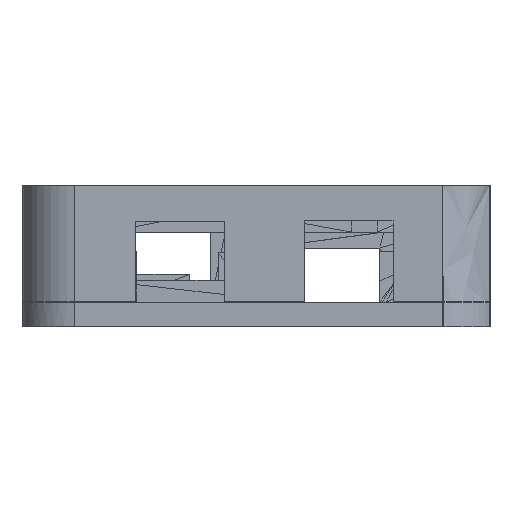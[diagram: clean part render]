
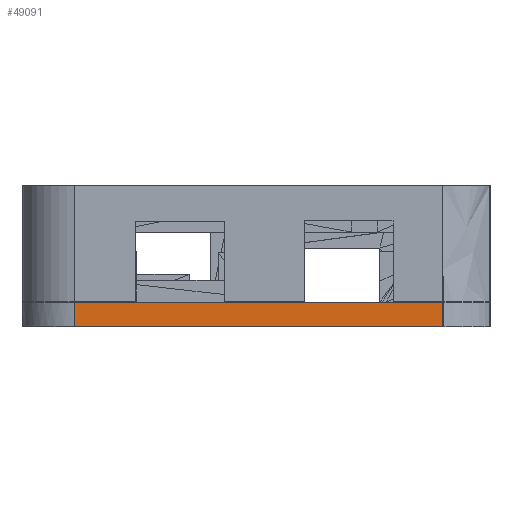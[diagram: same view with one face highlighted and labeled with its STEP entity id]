
A CAD part, left-side view. The second image highlights one B-rep face of the part: STEP entity #49091.
In plain terms, the highlighted free-form (B-spline) face has degree [1, 1] with [2, 2] control points.
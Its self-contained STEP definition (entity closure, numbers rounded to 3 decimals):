
#21994 = VERTEX_POINT('',#21995);
#21995 = CARTESIAN_POINT('',(-375.867,597.953,
    23.613));
#22000 = EDGE_CURVE('',#21994,#22001,#22003,.T.);
#22001 = VERTEX_POINT('',#22002);
#22002 = CARTESIAN_POINT('',(-375.867,597.417,
    23.613));
#22003 = B_SPLINE_CURVE_WITH_KNOTS('',1,(#22004,#22005),.UNSPECIFIED.,
  .F.,.F.,(2,2),(-21.542,-20.959),
  .PIECEWISE_BEZIER_KNOTS.);
#22004 = CARTESIAN_POINT('',(-375.867,597.953,
    23.613));
#22005 = CARTESIAN_POINT('',(-375.867,597.417,
    23.613));
#24766 = VERTEX_POINT('',#24767);
#24767 = CARTESIAN_POINT('',(-375.867,485.525,
    4.292));
#24772 = EDGE_CURVE('',#24766,#24773,#24775,.T.);
#24773 = VERTEX_POINT('',#24774);
#24774 = CARTESIAN_POINT('',(-375.867,777.007,
    4.292));
#24775 = B_SPLINE_CURVE_WITH_KNOTS('',1,(#24776,#24777),.UNSPECIFIED.,
  .F.,.F.,(2,2),(-154.327,162.498),
  .PIECEWISE_BEZIER_KNOTS.);
#24776 = CARTESIAN_POINT('',(-375.867,485.525,
    4.292));
#24777 = CARTESIAN_POINT('',(-375.867,777.007,
    4.292));
#47306 = VERTEX_POINT('',#47307);
#47307 = CARTESIAN_POINT('',(-375.867,486.589,
    23.613));
#47312 = EDGE_CURVE('',#47306,#47313,#47315,.T.);
#47313 = VERTEX_POINT('',#47314);
#47314 = CARTESIAN_POINT('',(-375.867,486.535,
    23.613));
#47315 = B_SPLINE_CURVE_WITH_KNOTS('',1,(#47316,#47317),.UNSPECIFIED.,
  .F.,.F.,(2,2),(83.45,83.509),
  .PIECEWISE_BEZIER_KNOTS.);
#47316 = CARTESIAN_POINT('',(-375.867,486.589,
    23.613));
#47317 = CARTESIAN_POINT('',(-375.867,486.535,
    23.613));
#47319 = EDGE_CURVE('',#47313,#47320,#47322,.T.);
#47320 = VERTEX_POINT('',#47321);
#47321 = CARTESIAN_POINT('',(-375.867,485.525,
    23.613));
#47322 = B_SPLINE_CURVE_WITH_KNOTS('',1,(#47323,#47324),.UNSPECIFIED.,
  .F.,.F.,(2,2),(77.262,78.36),
  .PIECEWISE_BEZIER_KNOTS.);
#47323 = CARTESIAN_POINT('',(-375.867,486.535,
    23.613));
#47324 = CARTESIAN_POINT('',(-375.867,485.525,
    23.613));
#48387 = VERTEX_POINT('',#48388);
#48388 = CARTESIAN_POINT('',(-375.867,777.007,
    23.613));
#48394 = EDGE_CURVE('',#48387,#48395,#48397,.T.);
#48395 = VERTEX_POINT('',#48396);
#48396 = CARTESIAN_POINT('',(-375.867,598.275,
    23.613));
#48397 = B_SPLINE_CURVE_WITH_KNOTS('',1,(#48398,#48399),.UNSPECIFIED.,
  .F.,.F.,(2,2),(-76.919,117.353),
  .PIECEWISE_BEZIER_KNOTS.);
#48398 = CARTESIAN_POINT('',(-375.867,777.007,
    23.613));
#48399 = CARTESIAN_POINT('',(-375.867,598.275,
    23.613));
#48471 = EDGE_CURVE('',#48387,#24773,#48472,.T.);
#48472 = B_SPLINE_CURVE_WITH_KNOTS('',1,(#48473,#48474),.UNSPECIFIED.,
  .F.,.F.,(2,2),(0.922,21.922),
  .PIECEWISE_BEZIER_KNOTS.);
#48473 = CARTESIAN_POINT('',(-375.867,777.007,
    23.613));
#48474 = CARTESIAN_POINT('',(-375.867,777.007,
    4.292));
#49059 = VERTEX_POINT('',#49060);
#49060 = CARTESIAN_POINT('',(-375.867,485.525,
    4.741));
#49065 = EDGE_CURVE('',#49059,#24766,#49066,.T.);
#49066 = B_SPLINE_CURVE_WITH_KNOTS('',1,(#49067,#49068),.UNSPECIFIED.,
  .F.,.F.,(2,2),(31.932,32.42),
  .PIECEWISE_BEZIER_KNOTS.);
#49067 = CARTESIAN_POINT('',(-375.867,485.525,
    4.741));
#49068 = CARTESIAN_POINT('',(-375.867,485.525,
    4.292));
#49081 = EDGE_CURVE('',#47320,#49059,#49082,.T.);
#49082 = B_SPLINE_CURVE_WITH_KNOTS('',1,(#49083,#49084),.UNSPECIFIED.,
  .F.,.F.,(2,2),(-1.648,18.864),
  .PIECEWISE_BEZIER_KNOTS.);
#49083 = CARTESIAN_POINT('',(-375.867,485.525,
    23.613));
#49084 = CARTESIAN_POINT('',(-375.867,485.525,
    4.741));
#49091 = ADVANCED_FACE('',(#49092),#49133,.F.);
#49092 = FACE_BOUND('',#49093,.T.);
#49093 = EDGE_LOOP('',(#49094,#49095,#49096,#49097,#49098,#49099,#49100,
    #49107,#49114,#49119,#49120,#49127,#49132));
#49094 = ORIENTED_EDGE('',*,*,#48471,.T.);
#49095 = ORIENTED_EDGE('',*,*,#24772,.F.);
#49096 = ORIENTED_EDGE('',*,*,#49065,.F.);
#49097 = ORIENTED_EDGE('',*,*,#49081,.F.);
#49098 = ORIENTED_EDGE('',*,*,#47319,.F.);
#49099 = ORIENTED_EDGE('',*,*,#47312,.F.);
#49100 = ORIENTED_EDGE('',*,*,#49101,.F.);
#49101 = EDGE_CURVE('',#49102,#47306,#49104,.T.);
#49102 = VERTEX_POINT('',#49103);
#49103 = CARTESIAN_POINT('',(-375.867,486.589,
    23.613));
#49104 = B_SPLINE_CURVE_WITH_KNOTS('',1,(#49105,#49106),.UNSPECIFIED.,
  .F.,.F.,(2,2),(83.479,83.48),
  .PIECEWISE_BEZIER_KNOTS.);
#49105 = CARTESIAN_POINT('',(-375.867,486.589,
    23.613));
#49106 = CARTESIAN_POINT('',(-375.867,486.589,
    23.613));
#49107 = ORIENTED_EDGE('',*,*,#49108,.F.);
#49108 = EDGE_CURVE('',#49109,#49102,#49111,.T.);
#49109 = VERTEX_POINT('',#49110);
#49110 = CARTESIAN_POINT('',(-375.867,486.787,
    23.613));
#49111 = B_SPLINE_CURVE_WITH_KNOTS('',1,(#49112,#49113),.UNSPECIFIED.,
  .F.,.F.,(2,2),(83.265,83.479),
  .PIECEWISE_BEZIER_KNOTS.);
#49112 = CARTESIAN_POINT('',(-375.867,486.787,
    23.613));
#49113 = CARTESIAN_POINT('',(-375.867,486.589,
    23.613));
#49114 = ORIENTED_EDGE('',*,*,#49115,.F.);
#49115 = EDGE_CURVE('',#22001,#49109,#49116,.T.);
#49116 = B_SPLINE_CURVE_WITH_KNOTS('',1,(#49117,#49118),.UNSPECIFIED.,
  .F.,.F.,(2,2),(19.841,140.09),
  .PIECEWISE_BEZIER_KNOTS.);
#49117 = CARTESIAN_POINT('',(-375.867,597.417,
    23.613));
#49118 = CARTESIAN_POINT('',(-375.867,486.787,
    23.613));
#49119 = ORIENTED_EDGE('',*,*,#22000,.F.);
#49120 = ORIENTED_EDGE('',*,*,#49121,.F.);
#49121 = EDGE_CURVE('',#49122,#21994,#49124,.T.);
#49122 = VERTEX_POINT('',#49123);
#49123 = CARTESIAN_POINT('',(-375.867,598.053,
    23.613));
#49124 = B_SPLINE_CURVE_WITH_KNOTS('',1,(#49125,#49126),.UNSPECIFIED.,
  .F.,.F.,(2,2),(28.839,28.948),
  .PIECEWISE_BEZIER_KNOTS.);
#49125 = CARTESIAN_POINT('',(-375.867,598.053,
    23.613));
#49126 = CARTESIAN_POINT('',(-375.867,597.953,
    23.613));
#49127 = ORIENTED_EDGE('',*,*,#49128,.F.);
#49128 = EDGE_CURVE('',#48395,#49122,#49129,.T.);
#49129 = B_SPLINE_CURVE_WITH_KNOTS('',1,(#49130,#49131),.UNSPECIFIED.,
  .F.,.F.,(2,2),(28.598,28.839),
  .PIECEWISE_BEZIER_KNOTS.);
#49130 = CARTESIAN_POINT('',(-375.867,598.275,
    23.613));
#49131 = CARTESIAN_POINT('',(-375.867,598.053,
    23.613));
#49132 = ORIENTED_EDGE('',*,*,#48394,.F.);
#49133 = B_SPLINE_SURFACE_WITH_KNOTS('',1,1,(
    (#49134,#49135)
    ,(#49136,#49137
    )),.UNSPECIFIED.,.F.,.F.,.F.,(2,2),(2,2),(22.844,
    43.844),(-160.755,156.07),
  .PIECEWISE_BEZIER_KNOTS.);
#49134 = CARTESIAN_POINT('',(-375.867,485.525,
    23.613));
#49135 = CARTESIAN_POINT('',(-375.867,777.007,
    23.613));
#49136 = CARTESIAN_POINT('',(-375.867,485.525,
    4.292));
#49137 = CARTESIAN_POINT('',(-375.867,777.007,
    4.292));
